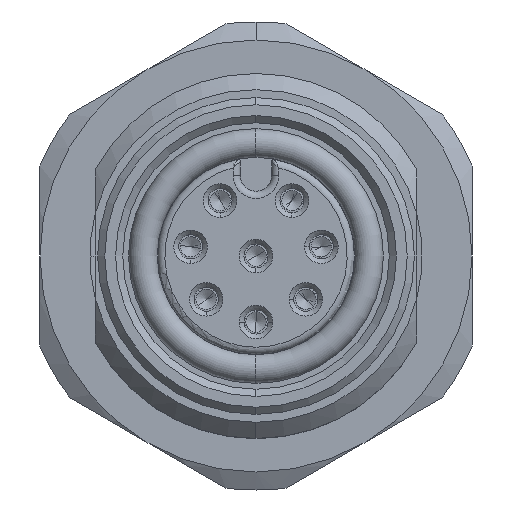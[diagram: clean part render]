
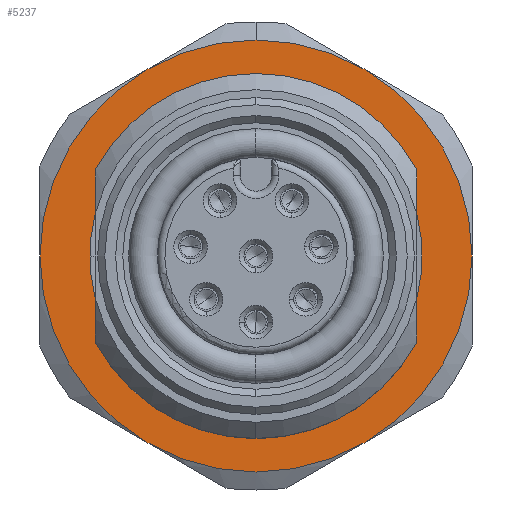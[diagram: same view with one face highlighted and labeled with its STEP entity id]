
A CAD part, left-side view. The second image highlights one B-rep face of the part: STEP entity #5237.
In plain terms, the highlighted planar face has unit normal (-1, 0, 0).
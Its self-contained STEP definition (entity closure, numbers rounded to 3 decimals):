
#487=CARTESIAN_POINT('',(11.5,0.,0.));
#488=DIRECTION('',(-1.,0.,0.));
#489=DIRECTION('',(0.,1.,0.));
#490=AXIS2_PLACEMENT_3D('',#487,#488,#489);
#492=CARTESIAN_POINT('',(11.5,0.,0.));
#493=DIRECTION('',(-1.,0.,0.));
#494=DIRECTION('',(0.,0.5,0.866));
#495=AXIS2_PLACEMENT_3D('',#492,#493,#494);
#497=CARTESIAN_POINT('',(11.5,0.,0.));
#498=DIRECTION('',(-1.,0.,0.));
#499=DIRECTION('',(0.,0.,1.));
#500=AXIS2_PLACEMENT_3D('',#497,#498,#499);
#502=CARTESIAN_POINT('',(11.5,0.,0.));
#503=DIRECTION('',(-1.,0.,0.));
#504=DIRECTION('',(0.,-0.5,0.866));
#505=AXIS2_PLACEMENT_3D('',#502,#503,#504);
#507=CARTESIAN_POINT('',(11.5,0.,0.));
#508=DIRECTION('',(-1.,0.,0.));
#509=DIRECTION('',(0.,-1.,0.));
#510=AXIS2_PLACEMENT_3D('',#507,#508,#509);
#512=CARTESIAN_POINT('',(11.5,0.,0.));
#513=DIRECTION('',(-1.,0.,0.));
#514=DIRECTION('',(0.,-0.5,-0.866));
#515=AXIS2_PLACEMENT_3D('',#512,#513,#514);
#517=CARTESIAN_POINT('',(11.5,0.,0.));
#518=DIRECTION('',(-1.,0.,0.));
#519=DIRECTION('',(0.,0.,-1.));
#520=AXIS2_PLACEMENT_3D('',#517,#518,#519);
#522=CARTESIAN_POINT('',(11.5,0.,0.));
#523=DIRECTION('',(-1.,0.,0.));
#524=DIRECTION('',(0.,0.5,-0.866));
#525=AXIS2_PLACEMENT_3D('',#522,#523,#524);
#527=DIRECTION('',(0.,0.,-1.));
#528=VECTOR('',#527,1.817);
#529=CARTESIAN_POINT('',(11.5,-6.7,3.587));
#530=LINE('',#529,#528);
#531=CARTESIAN_POINT('',(11.5,0.,0.));
#532=DIRECTION('',(1.,0.,0.));
#533=DIRECTION('',(0.,0.,1.));
#534=AXIS2_PLACEMENT_3D('',#531,#532,#533);
#536=CARTESIAN_POINT('',(11.5,0.,0.));
#537=DIRECTION('',(1.,0.,0.));
#538=DIRECTION('',(0.,0.882,0.472));
#539=AXIS2_PLACEMENT_3D('',#536,#537,#538);
#541=DIRECTION('',(0.,0.,1.));
#542=VECTOR('',#541,1.817);
#543=CARTESIAN_POINT('',(11.5,6.7,1.771));
#544=LINE('',#543,#542);
#545=CARTESIAN_POINT('',(11.5,0.,0.));
#546=DIRECTION('',(1.,0.,0.));
#547=DIRECTION('',(0.,0.967,-0.255));
#548=AXIS2_PLACEMENT_3D('',#545,#546,#547);
#550=DIRECTION('',(0.,0.,1.));
#551=VECTOR('',#550,1.817);
#552=CARTESIAN_POINT('',(11.5,6.7,-3.587));
#553=LINE('',#552,#551);
#554=CARTESIAN_POINT('',(11.5,0.,0.));
#555=DIRECTION('',(1.,0.,0.));
#556=DIRECTION('',(0.,-0.882,-0.472));
#557=AXIS2_PLACEMENT_3D('',#554,#555,#556);
#559=DIRECTION('',(0.,0.,-1.));
#560=VECTOR('',#559,1.817);
#561=CARTESIAN_POINT('',(11.5,-6.7,-1.771));
#562=LINE('',#561,#560);
#563=CARTESIAN_POINT('',(11.5,0.,0.));
#564=DIRECTION('',(1.,0.,0.));
#565=DIRECTION('',(0.,-0.967,0.255));
#566=AXIS2_PLACEMENT_3D('',#563,#564,#565);
#1527=CARTESIAN_POINT('',(11.5,-9.,0.));
#1534=CARTESIAN_POINT('',(11.5,-4.5,-7.794));
#3591=CARTESIAN_POINT('',(11.5,0.,7.6));
#3593=VERTEX_POINT('',#3591);
#3655=VERTEX_POINT('',#1527);
#3733=VERTEX_POINT('',#1534);
#3870=CARTESIAN_POINT('',(11.5,-6.7,-1.771));
#3871=VERTEX_POINT('',#3870);
#3933=CARTESIAN_POINT('',(11.5,6.7,3.587));
#3935=VERTEX_POINT('',#3933);
#3969=CARTESIAN_POINT('',(11.5,-4.5,7.794));
#3970=VERTEX_POINT('',#3969);
#4012=CARTESIAN_POINT('',(11.5,4.5,-7.794));
#4013=CARTESIAN_POINT('',(11.5,0.,-9.));
#4014=VERTEX_POINT('',#4012);
#4015=VERTEX_POINT('',#4013);
#4033=CARTESIAN_POINT('',(11.5,-6.7,3.587));
#4035=VERTEX_POINT('',#4033);
#4070=CARTESIAN_POINT('',(11.5,-6.7,-3.587));
#4071=VERTEX_POINT('',#4070);
#4115=CARTESIAN_POINT('',(11.5,-6.7,1.771));
#4116=VERTEX_POINT('',#4115);
#4153=CARTESIAN_POINT('',(11.5,4.5,7.794));
#4154=CARTESIAN_POINT('',(11.5,9.,0.));
#4155=VERTEX_POINT('',#4153);
#4156=VERTEX_POINT('',#4154);
#4189=CARTESIAN_POINT('',(11.5,6.7,-1.771));
#4190=CARTESIAN_POINT('',(11.5,6.7,1.771));
#4191=VERTEX_POINT('',#4189);
#4192=VERTEX_POINT('',#4190);
#4266=CARTESIAN_POINT('',(11.5,0.,9.));
#4268=VERTEX_POINT('',#4266);
#4415=CARTESIAN_POINT('',(11.5,6.7,-3.587));
#4416=VERTEX_POINT('',#4415);
#5198=CARTESIAN_POINT('',(11.5,0.,0.));
#5199=DIRECTION('',(1.,0.,0.));
#5200=DIRECTION('',(0.,1.,0.));
#5201=AXIS2_PLACEMENT_3D('',#5198,#5199,#5200);
#5202=PLANE('',#5201);
#5204=ORIENTED_EDGE('',*,*,#5203,.F.);
#5206=ORIENTED_EDGE('',*,*,#5205,.F.);
#5208=ORIENTED_EDGE('',*,*,#5207,.F.);
#5210=ORIENTED_EDGE('',*,*,#5209,.F.);
#5212=ORIENTED_EDGE('',*,*,#5211,.F.);
#5214=ORIENTED_EDGE('',*,*,#5213,.F.);
#5216=ORIENTED_EDGE('',*,*,#5215,.F.);
#5218=ORIENTED_EDGE('',*,*,#5217,.F.);
#5219=EDGE_LOOP('',(#5204,#5206,#5208,#5210,#5212,#5214,#5216,#5218));
#5220=FACE_OUTER_BOUND('',#5219,.F.);
#5222=ORIENTED_EDGE('',*,*,#5221,.F.);
#5223=ORIENTED_EDGE('',*,*,#5188,.F.);
#5224=ORIENTED_EDGE('',*,*,#5178,.F.);
#5225=ORIENTED_EDGE('',*,*,#5163,.F.);
#5227=ORIENTED_EDGE('',*,*,#5226,.F.);
#5228=ORIENTED_EDGE('',*,*,#5153,.F.);
#5230=ORIENTED_EDGE('',*,*,#5229,.F.);
#5232=ORIENTED_EDGE('',*,*,#5231,.F.);
#5234=ORIENTED_EDGE('',*,*,#5233,.F.);
#5235=EDGE_LOOP('',(#5222,#5223,#5224,#5225,#5227,#5228,#5230,#5232,#5234));
#5236=FACE_BOUND('',#5235,.F.);
#5237=ADVANCED_FACE('',(#5220,#5236),#5202,.F.);
#491=CIRCLE('',#490,9.);
#496=CIRCLE('',#495,9.);
#501=CIRCLE('',#500,9.);
#506=CIRCLE('',#505,9.);
#511=CIRCLE('',#510,9.);
#516=CIRCLE('',#515,9.);
#521=CIRCLE('',#520,9.);
#526=CIRCLE('',#525,9.);
#535=CIRCLE('',#534,7.6);
#540=CIRCLE('',#539,7.6);
#549=CIRCLE('',#548,6.93);
#558=CIRCLE('',#557,7.6);
#567=CIRCLE('',#566,6.93);
#5153=EDGE_CURVE('',#4416,#4191,#553,.T.);
#5163=EDGE_CURVE('',#4192,#3935,#544,.T.);
#5178=EDGE_CURVE('',#3935,#3593,#540,.T.);
#5188=EDGE_CURVE('',#3593,#4035,#535,.T.);
#5203=EDGE_CURVE('',#4156,#4014,#491,.T.);
#5205=EDGE_CURVE('',#4155,#4156,#496,.T.);
#5207=EDGE_CURVE('',#4268,#4155,#501,.T.);
#5209=EDGE_CURVE('',#3970,#4268,#506,.T.);
#5211=EDGE_CURVE('',#3655,#3970,#511,.T.);
#5213=EDGE_CURVE('',#3733,#3655,#516,.T.);
#5215=EDGE_CURVE('',#4015,#3733,#521,.T.);
#5217=EDGE_CURVE('',#4014,#4015,#526,.T.);
#5221=EDGE_CURVE('',#4035,#4116,#530,.T.);
#5226=EDGE_CURVE('',#4191,#4192,#549,.T.);
#5229=EDGE_CURVE('',#4071,#4416,#558,.T.);
#5231=EDGE_CURVE('',#3871,#4071,#562,.T.);
#5233=EDGE_CURVE('',#4116,#3871,#567,.T.);
